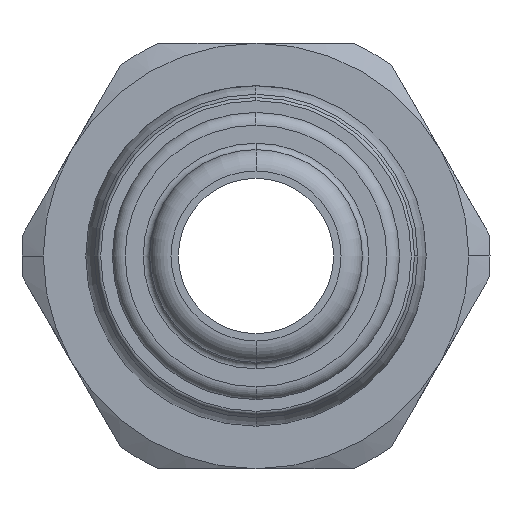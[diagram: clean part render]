
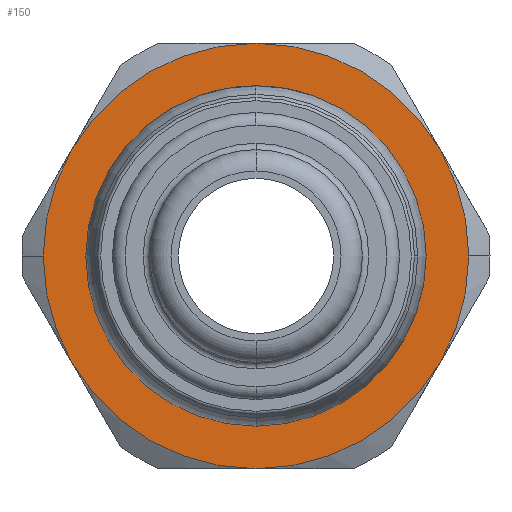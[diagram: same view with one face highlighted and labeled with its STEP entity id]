
A CAD part, front view. The second image highlights one B-rep face of the part: STEP entity #150.
In plain terms, the highlighted planar face has unit normal (0, -1, 0).
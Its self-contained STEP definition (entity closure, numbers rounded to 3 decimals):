
#150=ADVANCED_FACE('',(#378,#379),#380,.T.);
#378=FACE_OUTER_BOUND('',#619,.T.);
#379=FACE_BOUND('',#620,.T.);
#380=PLANE('',#621);
#619=EDGE_LOOP('',(#1484,#1485,#1486,#1487,#1488,#1489,#1490,#1491));
#620=EDGE_LOOP('',(#1492,#1493));
#621=AXIS2_PLACEMENT_3D('',#1494,#1495,#1496);
#1484=ORIENTED_EDGE('',*,*,#1822,.F.);
#1485=ORIENTED_EDGE('',*,*,#1824,.F.);
#1486=ORIENTED_EDGE('',*,*,#1828,.F.);
#1487=ORIENTED_EDGE('',*,*,#1831,.F.);
#1488=ORIENTED_EDGE('',*,*,#1744,.F.);
#1489=ORIENTED_EDGE('',*,*,#1830,.F.);
#1490=ORIENTED_EDGE('',*,*,#1826,.F.);
#1491=ORIENTED_EDGE('',*,*,#1746,.F.);
#1492=ORIENTED_EDGE('',*,*,#1627,.T.);
#1493=ORIENTED_EDGE('',*,*,#1866,.T.);
#1494=CARTESIAN_POINT('',(-9.,40.9,0.0));
#1495=DIRECTION('',(0.0,-1.0,-0.0));
#1496=DIRECTION('',(1.0,0.0,0.0));
#1627=EDGE_CURVE('',#1957,#1961,#1963,.T.);
#1744=EDGE_CURVE('',#2178,#2176,#2180,.T.);
#1746=EDGE_CURVE('',#2181,#2183,#2184,.T.);
#1822=EDGE_CURVE('',#2258,#2181,#2304,.T.);
#1824=EDGE_CURVE('',#2270,#2258,#2306,.T.);
#1826=EDGE_CURVE('',#2183,#2241,#2308,.T.);
#1828=EDGE_CURVE('',#2282,#2270,#2310,.T.);
#1830=EDGE_CURVE('',#2241,#2178,#2312,.T.);
#1831=EDGE_CURVE('',#2176,#2282,#2313,.T.);
#1866=EDGE_CURVE('',#1961,#1957,#2353,.T.);
#1957=VERTEX_POINT('',#2467);
#1961=VERTEX_POINT('',#2472);
#1963=CIRCLE('',#2475,8.);
#2176=VERTEX_POINT('',#2718);
#2178=VERTEX_POINT('',#2721);
#2180=CIRCLE('',#2734,10.);
#2181=VERTEX_POINT('',#2735);
#2183=VERTEX_POINT('',#2738);
#2184=CIRCLE('',#2739,10.);
#2241=VERTEX_POINT('',#2872);
#2258=VERTEX_POINT('',#2958);
#2270=VERTEX_POINT('',#3016);
#2282=VERTEX_POINT('',#3074);
#2304=CIRCLE('',#3142,10.);
#2306=CIRCLE('',#3144,10.);
#2308=CIRCLE('',#3146,10.);
#2310=CIRCLE('',#3148,10.);
#2312=CIRCLE('',#3150,10.);
#2313=CIRCLE('',#3151,10.);
#2353=CIRCLE('',#3191,8.);
#2467=CARTESIAN_POINT('',(-8.,40.9,0.0));
#2472=CARTESIAN_POINT('',(8.,40.9,0.));
#2475=AXIS2_PLACEMENT_3D('',#3312,#3313,#3314);
#2718=CARTESIAN_POINT('',(10.,40.9,0.));
#2721=CARTESIAN_POINT('',(8.66,40.9,5.0));
#2734=AXIS2_PLACEMENT_3D('',#3598,#3599,#3600);
#2735=CARTESIAN_POINT('',(-10.,40.9,0.));
#2738=CARTESIAN_POINT('',(-8.66,40.9,5.0));
#2739=AXIS2_PLACEMENT_3D('',#3602,#3603,#3604);
#2872=CARTESIAN_POINT('',(0.,40.9,10.0));
#2958=CARTESIAN_POINT('',(-8.66,40.9,-5.0));
#3016=CARTESIAN_POINT('',(0.0,40.9,-10.0));
#3074=CARTESIAN_POINT('',(8.66,40.9,-5.0));
#3142=AXIS2_PLACEMENT_3D('',#3682,#3683,#3684);
#3144=AXIS2_PLACEMENT_3D('',#3688,#3689,#3690);
#3146=AXIS2_PLACEMENT_3D('',#3694,#3695,#3696);
#3148=AXIS2_PLACEMENT_3D('',#3700,#3701,#3702);
#3150=AXIS2_PLACEMENT_3D('',#3706,#3707,#3708);
#3151=AXIS2_PLACEMENT_3D('',#3709,#3710,#3711);
#3191=AXIS2_PLACEMENT_3D('',#3814,#3815,#3816);
#3312=CARTESIAN_POINT('',(0.0,40.9,0.0));
#3313=DIRECTION('',(0.0,1.0,0.0));
#3314=DIRECTION('',(-1.0,0.0,0.0));
#3598=CARTESIAN_POINT('',(0.0,40.9,0.0));
#3599=DIRECTION('',(0.0,1.0,0.0));
#3600=DIRECTION('',(-1.0,0.0,0.0));
#3602=CARTESIAN_POINT('',(0.0,40.9,0.0));
#3603=DIRECTION('',(0.0,1.0,0.0));
#3604=DIRECTION('',(-1.0,0.0,0.0));
#3682=CARTESIAN_POINT('',(0.0,40.9,0.0));
#3683=DIRECTION('',(0.0,1.0,0.0));
#3684=DIRECTION('',(-1.0,0.0,0.0));
#3688=CARTESIAN_POINT('',(0.0,40.9,0.0));
#3689=DIRECTION('',(0.0,1.0,0.0));
#3690=DIRECTION('',(-1.0,0.0,0.0));
#3694=CARTESIAN_POINT('',(0.0,40.9,0.0));
#3695=DIRECTION('',(0.0,1.0,0.0));
#3696=DIRECTION('',(-1.0,0.0,0.0));
#3700=CARTESIAN_POINT('',(0.0,40.9,0.0));
#3701=DIRECTION('',(0.0,1.0,0.0));
#3702=DIRECTION('',(-1.0,0.0,0.0));
#3706=CARTESIAN_POINT('',(0.0,40.9,0.0));
#3707=DIRECTION('',(0.0,1.0,0.0));
#3708=DIRECTION('',(-1.0,0.0,0.0));
#3709=CARTESIAN_POINT('',(0.0,40.9,0.0));
#3710=DIRECTION('',(0.0,1.0,0.0));
#3711=DIRECTION('',(-1.0,0.0,0.0));
#3814=CARTESIAN_POINT('',(0.0,40.9,0.0));
#3815=DIRECTION('',(0.0,1.0,0.0));
#3816=DIRECTION('',(-1.0,0.0,0.0));
